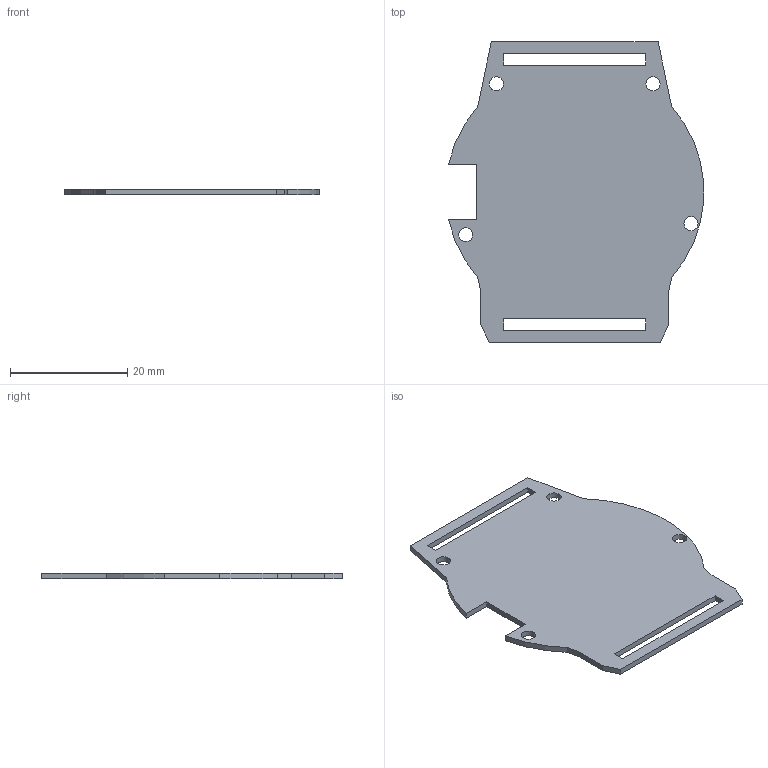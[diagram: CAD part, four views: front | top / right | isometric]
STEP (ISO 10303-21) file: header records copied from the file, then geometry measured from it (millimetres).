
FILE_DESCRIPTION(('KiCad electronic assembly'),'2;1');
FILE_NAME('Base.step','2022-11-25T12:33:02',('Pcbnew'),('Kicad'), 'Open CASCADE STEP processor 7.5','KiCad to STEP converter','Unknown' );
FILE_SCHEMA(('AUTOMOTIVE_DESIGN { 1 0 10303 214 1 1 1 1 }'));
Length unit declared in the file: millimetre
Products named in the file (2): Base 1; Base PCB
Assembly tree (1 placements, depth 2):
  Base 1
    Base PCB
Bounding box: 43.42 x 51.15 x 1 mm (x, y, z)
Volume: 1704.3 mm3; surface area: 3719.5 mm2
Topology: 1 solids, 1 shells, 30 faces, 84 edges, 56 vertices
Faces by surface type: plane 23, cylinder 7
Full cylindrical faces by diameter (mm): 2.4 x4
Entity records: 2167 total; most frequent: CARTESIAN_POINT 424, DIRECTION 316, LINE 224, VECTOR 224, ORIENTED_EDGE 168, PCURVE 168, DEFINITIONAL_REPRESENTATION 168, EDGE_CURVE 84
